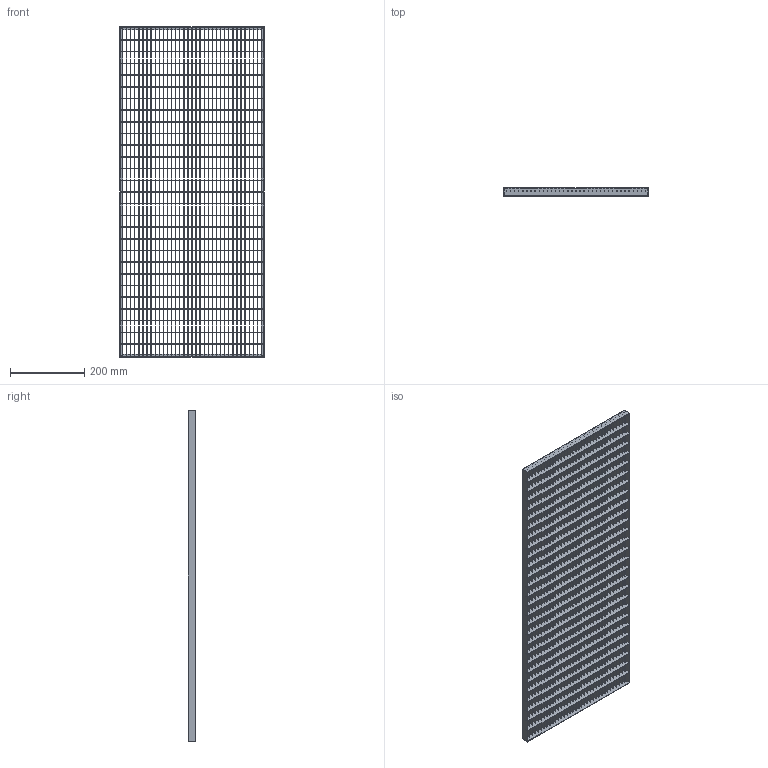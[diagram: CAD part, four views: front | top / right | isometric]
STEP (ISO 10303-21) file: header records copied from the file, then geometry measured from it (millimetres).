
FILE_DESCRIPTION (( 'STEP AP203' ), '1' );
FILE_NAME ('23-39893120-7.step', '2015-08-26T22:55:38', ( '' ), ( '' ), 'SwSTEP 2.0', 'SolidWorks 2015', '' );
FILE_SCHEMA (( 'CONFIG_CONTROL_DESIGN' ));
Products named in the file (1): 23-39893120-7
Bounding box: 390 x 20 x 890 mm (x, y, z)
Volume: 737426 mm3; surface area: 1207382 mm2
Topology: 1 solids, 1 shells, 3256 faces, 12528 edges, 8348 vertices
Faces by surface type: plane 3256
Entity records: 132485 total; most frequent: ORIENTED_EDGE 25056, CARTESIAN_POINT 24145, DIRECTION 19038, EDGE_CURVE 12528, LINE 12524, VECTOR 12524, VERTEX_POINT 8348, EDGE_LOOP 4234
